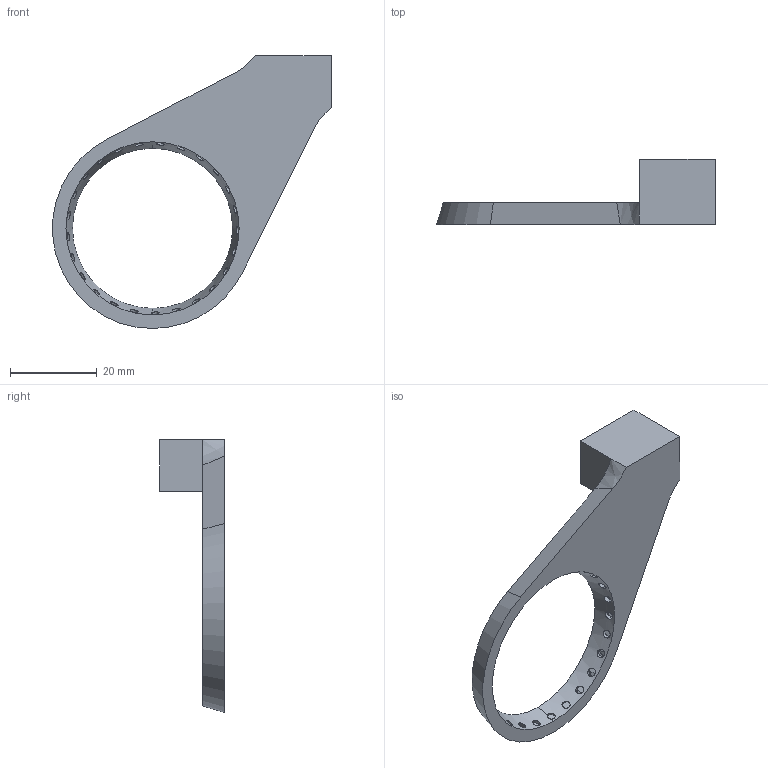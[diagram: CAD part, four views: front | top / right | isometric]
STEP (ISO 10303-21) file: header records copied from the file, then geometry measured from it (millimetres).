
FILE_DESCRIPTION (( 'STEP AP214' ), '1' );
FILE_NAME ('Ring.STEP', '2020-01-21T21:39:28', ( '' ), ( '' ), 'SwSTEP 2.0', 'SolidWorks 2016', '' );
FILE_SCHEMA (( 'AUTOMOTIVE_DESIGN' ));
Length unit declared in the file: millimetre
Products named in the file (1): Ring
Bounding box: 64.3 x 15 x 63 mm (x, y, z)
Volume: 3965 mm3; surface area: 8059.3 mm2
Topology: 1 solids, 1 shells, 173 faces, 590 edges, 392 vertices
Faces by surface type: cone 77, plane 69, cylinder 25, bspline 2
Entity records: 7895 total; most frequent: CARTESIAN_POINT 3018, ORIENTED_EDGE 1180, DIRECTION 851, EDGE_CURVE 590, VERTEX_POINT 392, AXIS2_PLACEMENT_3D 325, EDGE_LOOP 210, LINE 201
